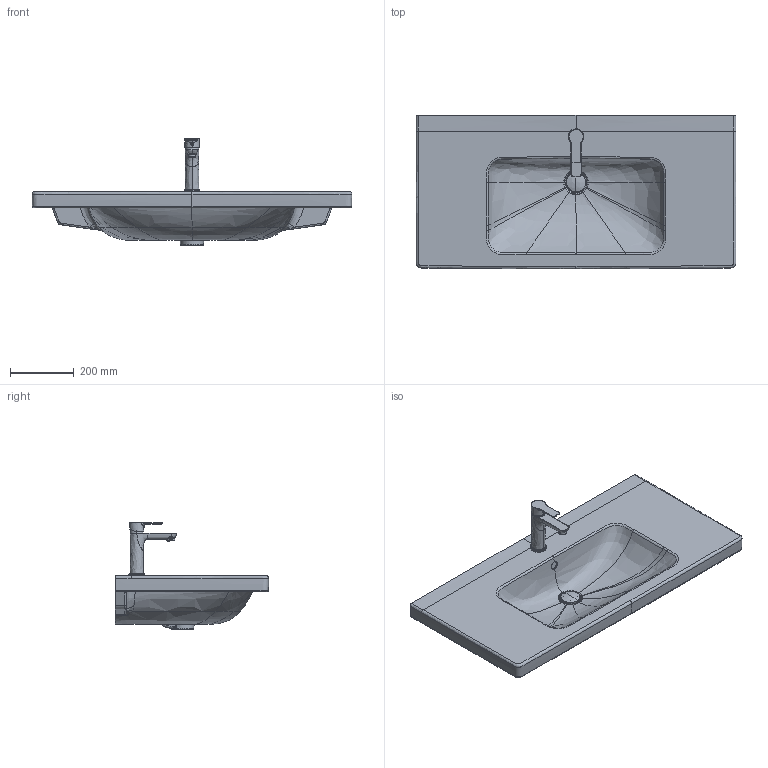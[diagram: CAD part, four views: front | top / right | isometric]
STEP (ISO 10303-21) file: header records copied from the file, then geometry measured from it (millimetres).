
FILE_DESCRIPTION(/* description */ (''),/* implementation_level */ '2;1');
FILE_NAME(/* name */ '239910',/* time_stamp */ '2023-07-19T08:49:30+02:00',/* author */ (''),/* organization */ (''),/* preprocessor_version */ 'ST-DEVELOPER v15',/* originating_system */ '',/* authorisation */ '');
FILE_SCHEMA (('AUTOMOTIVE_DESIGN'));
Length unit declared in the file: millimetre
Products named in the file (1): Document
Bounding box: 1000.29 x 480.19 x 333.72 mm (x, y, z)
Volume: 24110146.2 mm3; surface area: 1523759.6 mm2
Topology: 5 solids, 11 shells, 534 faces, 1294 edges, 766 vertices
Faces by surface type: bspline 450, plane 84
Entity records: 128977 total; most frequent: CARTESIAN_POINT 121326, ORIENTED_EDGE 2522, EDGE_CURVE 1277, B_SPLINE_CURVE_WITH_KNOTS 884, VERTEX_POINT 766, EDGE_LOOP 563, ADVANCED_FACE 534, FACE_OUTER_BOUND 534
